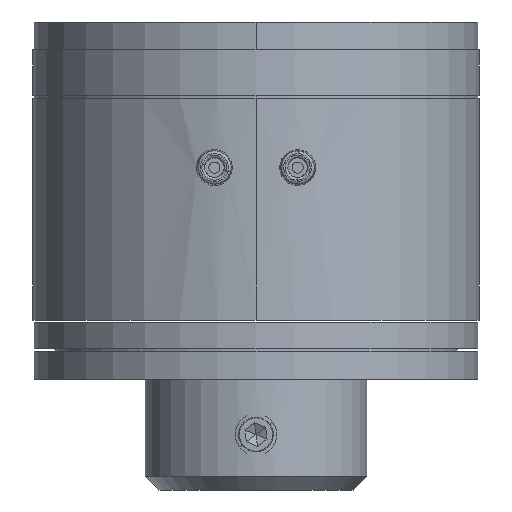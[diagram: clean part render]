
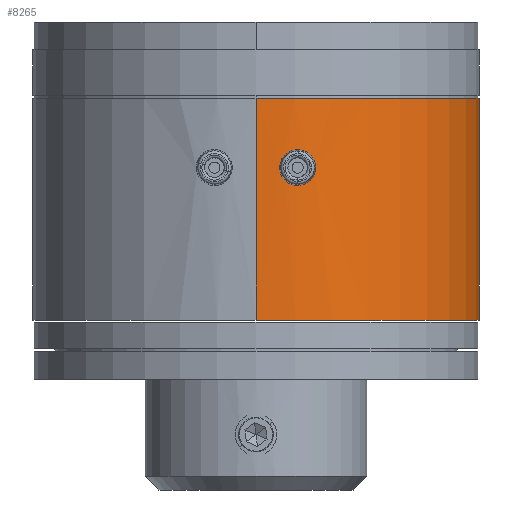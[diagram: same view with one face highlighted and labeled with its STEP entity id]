
A CAD part, front view. The second image highlights one B-rep face of the part: STEP entity #8265.
In plain terms, the highlighted cylindrical face has radius 16.1 mm (diameter 32.2 mm), a partial arc.
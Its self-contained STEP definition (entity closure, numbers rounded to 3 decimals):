
#65 = CARTESIAN_POINT ( 'NONE',  ( 1.853, -15.993, -11.11 ) ) ;
#113 = CARTESIAN_POINT ( 'NONE',  ( 1.72, -16.008, -10.283 ) ) ;
#200 = CARTESIAN_POINT ( 'NONE',  ( 1.943, -15.983, -11.256 ) ) ;
#455 = CARTESIAN_POINT ( 'NONE',  ( 2.713, -15.871, -9.23 ) ) ;
#615 = CARTESIAN_POINT ( 'NONE',  ( 4.005, -15.594, -9.674 ) ) ;
#665 = CARTESIAN_POINT ( 'NONE',  ( 4.302, -15.515, -10.461 ) ) ;
#742 = CARTESIAN_POINT ( 'NONE',  ( 1.71, -16.009, -10.537 ) ) ;
#772 = VECTOR ( 'NONE', #3465, 1000. ) ;
#781 = CARTESIAN_POINT ( 'NONE',  ( 2.544, -15.898, -11.71 ) ) ;
#833 = CARTESIAN_POINT ( 'NONE',  ( 2.952, -15.827, -11.791 ) ) ;
#1005 = EDGE_LOOP ( 'NONE', ( #6866, #3257 ) ) ;
#1090 = CARTESIAN_POINT ( 'NONE',  ( 3.048, -15.809, -9.209 ) ) ;
#1102 = CARTESIAN_POINT ( 'NONE',  ( 3.048, -15.809, -9.209 ) ) ;
#1143 = CARTESIAN_POINT ( 'NONE',  ( 4.296, -15.516, -10.635 ) ) ;
#1268 = CARTESIAN_POINT ( 'NONE',  ( 4.244, -15.531, -10.886 ) ) ;
#1312 = CIRCLE ( 'NONE', #2295, 16.1 ) ;
#1453 = CIRCLE ( 'NONE', #5654, 16.1 ) ;
#1559 = CARTESIAN_POINT ( 'NONE',  ( 2.003, -15.975, -9.666 ) ) ;
#1568 = CARTESIAN_POINT ( 'NONE',  ( 0., 0., -5.5 ) ) ;
#1696 = ORIENTED_EDGE ( 'NONE', *, *, #4391, .F. ) ;
#1767 = CARTESIAN_POINT ( 'NONE',  ( 0., 0., -21.5 ) ) ;
#1845 = CARTESIAN_POINT ( 'NONE',  ( 0., 0., -5.5 ) ) ;
#1869 = CARTESIAN_POINT ( 'NONE',  ( 3.69, -15.672, -9.39 ) ) ;
#1912 = EDGE_CURVE ( 'NONE', #3442, #7084, #7532, .T. ) ;
#2051 = CARTESIAN_POINT ( 'NONE',  ( 1.764, -16.003, -10.872 ) ) ;
#2142 = DIRECTION ( 'NONE',  ( 0., -1., 0. ) ) ;
#2295 = AXIS2_PLACEMENT_3D ( 'NONE', #1568, #6932, #2142 ) ;
#2563 = CARTESIAN_POINT ( 'NONE',  ( 3.754, -15.657, -11.567 ) ) ;
#2734 = CARTESIAN_POINT ( 'NONE',  ( 1.76, -16.004, -10.114 ) ) ;
#2810 = CARTESIAN_POINT ( 'NONE',  ( 1.743, -16.005, -10.79 ) ) ;
#2843 = CARTESIAN_POINT ( 'NONE',  ( 0., -16.1, -5.5 ) ) ;
#3257 = ORIENTED_EDGE ( 'NONE', *, *, #4947, .T. ) ;
#3267 = CARTESIAN_POINT ( 'NONE',  ( 4.284, -15.52, -10.72 ) ) ;
#3312 = CARTESIAN_POINT ( 'NONE',  ( 3.291, -15.761, -11.771 ) ) ;
#3352 = CARTESIAN_POINT ( 'NONE',  ( 2.623, -15.885, -11.737 ) ) ;
#3365 = VERTEX_POINT ( 'NONE', #833 ) ;
#3442 = VERTEX_POINT ( 'NONE', #7847 ) ;
#3465 = DIRECTION ( 'NONE',  ( 0., 0., 1. ) ) ;
#3692 = DIRECTION ( 'NONE',  ( 0., 0., -1. ) ) ;
#3786 = EDGE_CURVE ( 'NONE', #5592, #3442, #1453, .T. ) ;
#3814 = CARTESIAN_POINT ( 'NONE',  ( 4.003, -15.595, -11.34 ) ) ;
#3833 = CYLINDRICAL_SURFACE ( 'NONE', #3941, 16.1 ) ;
#3916 = CARTESIAN_POINT ( 'NONE',  ( 3.048, -15.809, -9.209 ) ) ;
#3941 = AXIS2_PLACEMENT_3D ( 'NONE', #1845, #7264, #5966 ) ;
#3968 = CARTESIAN_POINT ( 'NONE',  ( 4.107, -15.568, -11.2 ) ) ;
#4020 = CARTESIAN_POINT ( 'NONE',  ( 2.869, -15.842, -11.787 ) ) ;
#4055 = EDGE_CURVE ( 'NONE', #5592, #5561, #4909, .T. ) ;
#4159 = CARTESIAN_POINT ( 'NONE',  ( 2.314, -15.934, -11.605 ) ) ;
#4356 = ORIENTED_EDGE ( 'NONE', *, *, #4055, .T. ) ;
#4391 = EDGE_CURVE ( 'NONE', #7084, #5561, #1312, .T. ) ;
#4495 = CARTESIAN_POINT ( 'NONE',  ( 3.121, -15.796, -11.798 ) ) ;
#4536 = CARTESIAN_POINT ( 'NONE',  ( 3.384, -15.741, -9.253 ) ) ;
#4576 = CARTESIAN_POINT ( 'NONE',  ( 4.057, -15.58, -9.742 ) ) ;
#4616 = CARTESIAN_POINT ( 'NONE',  ( 4.215, -15.539, -10.968 ) ) ;
#4682 = CARTESIAN_POINT ( 'NONE',  ( 0., 16.1, -21.5 ) ) ;
#4909 = LINE ( 'NONE', #6735, #772 ) ;
#4947 = EDGE_CURVE ( 'NONE', #6854, #3365, #5933, .T. ) ;
#5158 = EDGE_CURVE ( 'NONE', #3365, #6854, #7429, .T. ) ;
#5160 = DIRECTION ( 'NONE',  ( 0., 1., 0. ) ) ;
#5414 = CARTESIAN_POINT ( 'NONE',  ( 1.901, -15.988, -9.808 ) ) ;
#5473 = ORIENTED_EDGE ( 'NONE', *, *, #1912, .F. ) ;
#5561 = VERTEX_POINT ( 'NONE', #5969 ) ;
#5592 = VERTEX_POINT ( 'NONE', #4682 ) ;
#5654 = AXIS2_PLACEMENT_3D ( 'NONE', #1767, #3692, #5160 ) ;
#5719 = CARTESIAN_POINT ( 'NONE',  ( 2.253, -15.942, -9.436 ) ) ;
#5857 = CARTESIAN_POINT ( 'NONE',  ( 2.952, -15.827, -11.791 ) ) ;
#5933 = B_SPLINE_CURVE_WITH_KNOTS ( 'NONE', 3,
 ( #1102, #7247, #4536, #1869, #7891, #615, #4576, #6575, #6541, #7978, #8569, #5993, #665, #1143, #3267, #1268, #4616, #3968, #3814, #2563, #6656, #3312, #4495, #5857 ),
 .UNSPECIFIED., .F., .F.,
 ( 4, 2, 2, 2, 2, 2, 2, 2, 2, 2, 2, 4 ),
 ( 0.001, 0.002, 0.002, 0.002, 0.003, 0.003, 0.003, 0.003, 0.004, 0.004, 0.005, 0.005 ),
 .UNSPECIFIED. ) ;
#5966 = DIRECTION ( 'NONE',  ( 0., -1., 0. ) ) ;
#5969 = CARTESIAN_POINT ( 'NONE',  ( 0., 16.1, -5.5 ) ) ;
#5993 = CARTESIAN_POINT ( 'NONE',  ( 4.296, -15.516, -10.376 ) ) ;
#6036 = CARTESIAN_POINT ( 'NONE',  ( 2.176, -15.953, -11.505 ) ) ;
#6079 = CARTESIAN_POINT ( 'NONE',  ( 2.785, -15.857, -11.776 ) ) ;
#6541 = CARTESIAN_POINT ( 'NONE',  ( 4.186, -15.546, -9.963 ) ) ;
#6575 = CARTESIAN_POINT ( 'NONE',  ( 4.148, -15.557, -9.887 ) ) ;
#6579 = VECTOR ( 'NONE', #8278, 1000. ) ;
#6656 = CARTESIAN_POINT ( 'NONE',  ( 3.607, -15.692, -11.657 ) ) ;
#6735 = CARTESIAN_POINT ( 'NONE',  ( 0., 16.1, -5.5 ) ) ;
#6790 = CARTESIAN_POINT ( 'NONE',  ( 2.952, -15.827, -11.791 ) ) ;
#6854 = VERTEX_POINT ( 'NONE', #3916 ) ;
#6866 = ORIENTED_EDGE ( 'NONE', *, *, #5158, .T. ) ;
#6872 = CARTESIAN_POINT ( 'NONE',  ( 0., -16.1, -5.5 ) ) ;
#6932 = DIRECTION ( 'NONE',  ( 0., 0., 1. ) ) ;
#7036 = ORIENTED_EDGE ( 'NONE', *, *, #3786, .F. ) ;
#7084 = VERTEX_POINT ( 'NONE', #2843 ) ;
#7247 = CARTESIAN_POINT ( 'NONE',  ( 3.216, -15.777, -9.214 ) ) ;
#7264 = DIRECTION ( 'NONE',  ( 0., 0., 1. ) ) ;
#7409 = CARTESIAN_POINT ( 'NONE',  ( 1.716, -16.008, -10.623 ) ) ;
#7429 = B_SPLINE_CURVE_WITH_KNOTS ( 'NONE', 3,
 ( #6790, #4020, #6079, #3352, #781, #4159, #6036, #200, #65, #2051, #2810, #7409, #742, #113, #2734, #5414, #1559, #5719, #8336, #455, #8242, #1090 ),
 .UNSPECIFIED., .F., .F.,
 ( 4, 2, 2, 2, 2, 2, 2, 2, 2, 2, 4 ),
 ( 0.005, 0.005, 0.006, 0.006, 0.007, 0.007, 0.007, 0.008, 0.008, 0.009, 0.009 ),
 .UNSPECIFIED. ) ;
#7532 = LINE ( 'NONE', #6872, #6579 ) ;
#7847 = CARTESIAN_POINT ( 'NONE',  ( 0., -16.1, -21.5 ) ) ;
#7891 = CARTESIAN_POINT ( 'NONE',  ( 3.831, -15.638, -9.49 ) ) ;
#7951 = FACE_OUTER_BOUND ( 'NONE', #8155, .T. ) ;
#7978 = CARTESIAN_POINT ( 'NONE',  ( 4.246, -15.53, -10.123 ) ) ;
#8155 = EDGE_LOOP ( 'NONE', ( #7036, #4356, #1696, #5473 ) ) ;
#8242 = CARTESIAN_POINT ( 'NONE',  ( 2.882, -15.841, -9.203 ) ) ;
#8265 = ADVANCED_FACE ( 'NONE', ( #8494, #7951 ), #3833, .T. ) ;
#8278 = DIRECTION ( 'NONE',  ( 0., 0., 1. ) ) ;
#8336 = CARTESIAN_POINT ( 'NONE',  ( 2.399, -15.921, -9.347 ) ) ;
#8494 = FACE_BOUND ( 'NONE', #1005, .T. ) ;
#8569 = CARTESIAN_POINT ( 'NONE',  ( 4.269, -15.524, -10.207 ) ) ;
